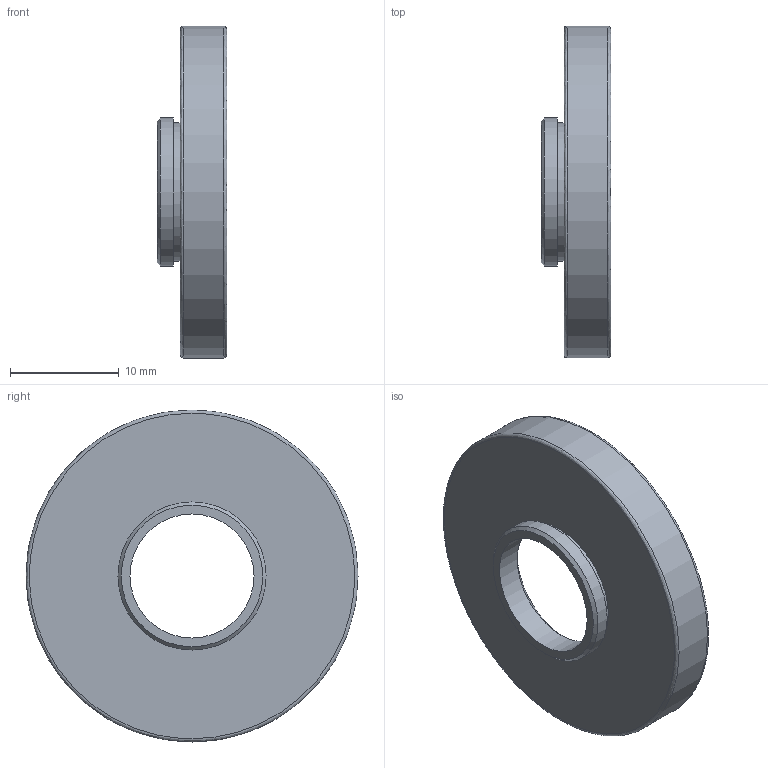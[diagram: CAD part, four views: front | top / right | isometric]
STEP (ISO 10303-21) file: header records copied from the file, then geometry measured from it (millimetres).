
FILE_DESCRIPTION (( 'STEP AP203' ), '1' );
FILE_NAME ('530214.step', '2025-08-20T01:21:54', ( 'Windows User' ), ( 'P R C' ), 'SwSTEP 2.0', 'SolidWorks 2020', '' );
FILE_SCHEMA (( 'CONFIG_CONTROL_DESIGN' ));
Length unit declared in the file: millimetre
Products named in the file (1): 530214
Bounding box: 6.4 x 30.5 x 30.5 mm (x, y, z)
Volume: 1229.9 mm3; surface area: 2237.1 mm2
Topology: 1 solids, 1 shells, 17 faces, 31 edges, 20 vertices
Faces by surface type: plane 6, cylinder 6, cone 3, bspline 2
Full cylindrical faces by diameter (mm): 11.4 x1, 12.7 x1, 13.6 x1, 25.6 x1, 27 x1, 30.5 x1
Entity records: 685 total; most frequent: CARTESIAN_POINT 318, DIRECTION 62, ORIENTED_EDGE 38, EDGE_LOOP 34, AXIS2_PLACEMENT_3D 31, FACE_OUTER_BOUND 25, EDGE_CURVE 19, VERTEX_POINT 19
